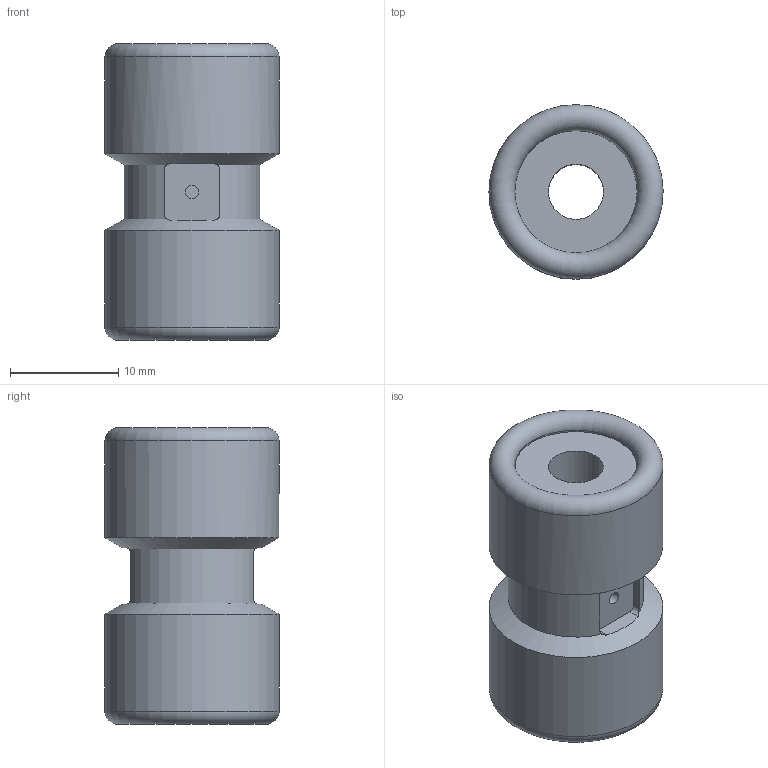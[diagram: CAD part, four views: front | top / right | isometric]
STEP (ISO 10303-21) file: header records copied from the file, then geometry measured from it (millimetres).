
FILE_DESCRIPTION(/* description */ ('STEP AP214'),/* implementation_level */ '2;1');
FILE_NAME(/* name */ '2392882_VAVC-Q2-M22U-6-E',/* time_stamp */ '2024-09-16T10:12:42+02:00',/* author */ ('License CC BY-ND 4.0'),/* organization */ ('CADENAS'),/* preprocessor_version */ 'ST-DEVELOPER v19.3',/* originating_system */ 'PARTsolutions',/* authorisation */ ' ');
FILE_SCHEMA (('AUTOMOTIVE_DESIGN {1 0 10303 214 3 1 1}'));
Length unit declared in the file: millimetre
Products named in the file (1): 2392882 VAVC-Q2-M22U-6-E
Bounding box: 16.1 x 16.1 x 27.4 mm (x, y, z)
Volume: 4197.3 mm3; surface area: 2227.4 mm2
Topology: 1 solids, 1 shells, 35 faces, 89 edges, 58 vertices
Faces by surface type: cylinder 17, plane 14, cone 2, torus 2
Full cylindrical faces by diameter (mm): 1.2 x2, 5.1 x1, 11.3 x2, 16.1 x2
Entity records: 1020 total; most frequent: CARTESIAN_POINT 212, DIRECTION 160, ORIENTED_EDGE 148, EDGE_CURVE 74, AXIS2_PLACEMENT_3D 66, VERTEX_POINT 54, EDGE_LOOP 50, FACE_BOUND 50
